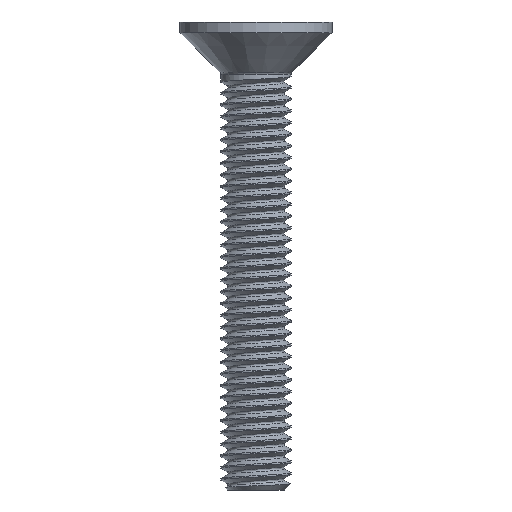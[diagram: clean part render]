
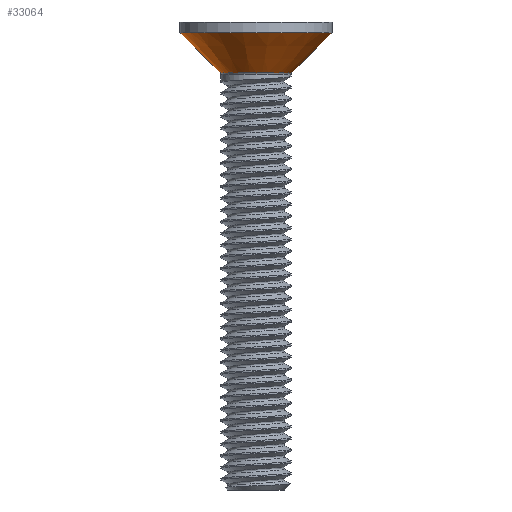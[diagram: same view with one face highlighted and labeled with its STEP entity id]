
A CAD part, front view. The second image highlights one B-rep face of the part: STEP entity #33064.
In plain terms, the highlighted conical face has half-angle 45 degrees and reference radius 1.529 mm.
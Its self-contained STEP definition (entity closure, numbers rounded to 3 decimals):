
#32444 = SURFACE_OF_REVOLUTION('',#32445,#32450);
#32445 = CIRCLE('',#32446,0.1);
#32446 = AXIS2_PLACEMENT_3D('',#32447,#32448,#32449);
#32447 = CARTESIAN_POINT('',(1.6,0.,-2.241));
#32448 = DIRECTION('',(0.,1.,0.));
#32449 = DIRECTION('',(-1.,0.,0.));
#32450 = AXIS1_PLACEMENT('',#32451,#32452);
#32451 = CARTESIAN_POINT('',(0.,0.,0.));
#32452 = DIRECTION('',(0.,0.,1.));
#33014 = VERTEX_POINT('',#33015);
#33015 = CARTESIAN_POINT('',(1.529,0.,-2.171));
#33037 = EDGE_CURVE('',#33014,#33014,#33038,.T.);
#33038 = SURFACE_CURVE('',#33039,(#33044,#33051),.PCURVE_S1.);
#33039 = CIRCLE('',#33040,1.529);
#33040 = AXIS2_PLACEMENT_3D('',#33041,#33042,#33043);
#33041 = CARTESIAN_POINT('',(0.,0.,-2.171));
#33042 = DIRECTION('',(0.,0.,1.));
#33043 = DIRECTION('',(1.,0.,-0.));
#33044 = PCURVE('',#32444,#33045);
#33045 = DEFINITIONAL_REPRESENTATION('',(#33046),#33050);
#33046 = LINE('',#33047,#33048);
#33047 = CARTESIAN_POINT('',(0.,0.785));
#33048 = VECTOR('',#33049,1.);
#33049 = DIRECTION('',(1.,0.));
#33050 = ( GEOMETRIC_REPRESENTATION_CONTEXT(2) 
PARAMETRIC_REPRESENTATION_CONTEXT() REPRESENTATION_CONTEXT('2D SPACE',''
  ) );
#33051 = PCURVE('',#33052,#33057);
#33052 = CONICAL_SURFACE('',#33053,1.529,0.785);
#33053 = AXIS2_PLACEMENT_3D('',#33054,#33055,#33056);
#33054 = CARTESIAN_POINT('',(0.,0.,-2.171));
#33055 = DIRECTION('',(0.,0.,1.));
#33056 = DIRECTION('',(1.,0.,-0.));
#33057 = DEFINITIONAL_REPRESENTATION('',(#33058),#33062);
#33058 = LINE('',#33059,#33060);
#33059 = CARTESIAN_POINT('',(0.,0.));
#33060 = VECTOR('',#33061,1.);
#33061 = DIRECTION('',(1.,0.));
#33062 = ( GEOMETRIC_REPRESENTATION_CONTEXT(2) 
PARAMETRIC_REPRESENTATION_CONTEXT() REPRESENTATION_CONTEXT('2D SPACE',''
  ) );
#33064 = ADVANCED_FACE('',(#33065),#33052,.T.);
#33065 = FACE_BOUND('',#33066,.T.);
#33066 = EDGE_LOOP('',(#33067,#33068,#33091,#33118));
#33067 = ORIENTED_EDGE('',*,*,#33037,.T.);
#33068 = ORIENTED_EDGE('',*,*,#33069,.T.);
#33069 = EDGE_CURVE('',#33014,#33070,#33072,.T.);
#33070 = VERTEX_POINT('',#33071);
#33071 = CARTESIAN_POINT('',(3.25,0.,-0.45));
#33072 = SEAM_CURVE('',#33073,(#33077,#33084),.PCURVE_S1.);
#33073 = LINE('',#33074,#33075);
#33074 = CARTESIAN_POINT('',(1.529,0.,-2.171));
#33075 = VECTOR('',#33076,1.);
#33076 = DIRECTION('',(0.707,0.,0.707));
#33077 = PCURVE('',#33052,#33078);
#33078 = DEFINITIONAL_REPRESENTATION('',(#33079),#33083);
#33079 = LINE('',#33080,#33081);
#33080 = CARTESIAN_POINT('',(0.,0.));
#33081 = VECTOR('',#33082,1.);
#33082 = DIRECTION('',(0.,1.));
#33083 = ( GEOMETRIC_REPRESENTATION_CONTEXT(2) 
PARAMETRIC_REPRESENTATION_CONTEXT() REPRESENTATION_CONTEXT('2D SPACE',''
  ) );
#33084 = PCURVE('',#33052,#33085);
#33085 = DEFINITIONAL_REPRESENTATION('',(#33086),#33090);
#33086 = LINE('',#33087,#33088);
#33087 = CARTESIAN_POINT('',(6.283,0.));
#33088 = VECTOR('',#33089,1.);
#33089 = DIRECTION('',(0.,1.));
#33090 = ( GEOMETRIC_REPRESENTATION_CONTEXT(2) 
PARAMETRIC_REPRESENTATION_CONTEXT() REPRESENTATION_CONTEXT('2D SPACE',''
  ) );
#33091 = ORIENTED_EDGE('',*,*,#33092,.F.);
#33092 = EDGE_CURVE('',#33070,#33070,#33093,.T.);
#33093 = SURFACE_CURVE('',#33094,(#33099,#33106),.PCURVE_S1.);
#33094 = CIRCLE('',#33095,3.25);
#33095 = AXIS2_PLACEMENT_3D('',#33096,#33097,#33098);
#33096 = CARTESIAN_POINT('',(0.,0.,-0.45));
#33097 = DIRECTION('',(0.,0.,1.));
#33098 = DIRECTION('',(1.,0.,-0.));
#33099 = PCURVE('',#33052,#33100);
#33100 = DEFINITIONAL_REPRESENTATION('',(#33101),#33105);
#33101 = LINE('',#33102,#33103);
#33102 = CARTESIAN_POINT('',(0.,1.721));
#33103 = VECTOR('',#33104,1.);
#33104 = DIRECTION('',(1.,0.));
#33105 = ( GEOMETRIC_REPRESENTATION_CONTEXT(2) 
PARAMETRIC_REPRESENTATION_CONTEXT() REPRESENTATION_CONTEXT('2D SPACE',''
  ) );
#33106 = PCURVE('',#33107,#33112);
#33107 = CYLINDRICAL_SURFACE('',#33108,3.25);
#33108 = AXIS2_PLACEMENT_3D('',#33109,#33110,#33111);
#33109 = CARTESIAN_POINT('',(0.,0.,-0.45));
#33110 = DIRECTION('',(0.,0.,1.));
#33111 = DIRECTION('',(1.,0.,-0.));
#33112 = DEFINITIONAL_REPRESENTATION('',(#33113),#33117);
#33113 = LINE('',#33114,#33115);
#33114 = CARTESIAN_POINT('',(0.,0.));
#33115 = VECTOR('',#33116,1.);
#33116 = DIRECTION('',(1.,0.));
#33117 = ( GEOMETRIC_REPRESENTATION_CONTEXT(2) 
PARAMETRIC_REPRESENTATION_CONTEXT() REPRESENTATION_CONTEXT('2D SPACE',''
  ) );
#33118 = ORIENTED_EDGE('',*,*,#33069,.F.);
